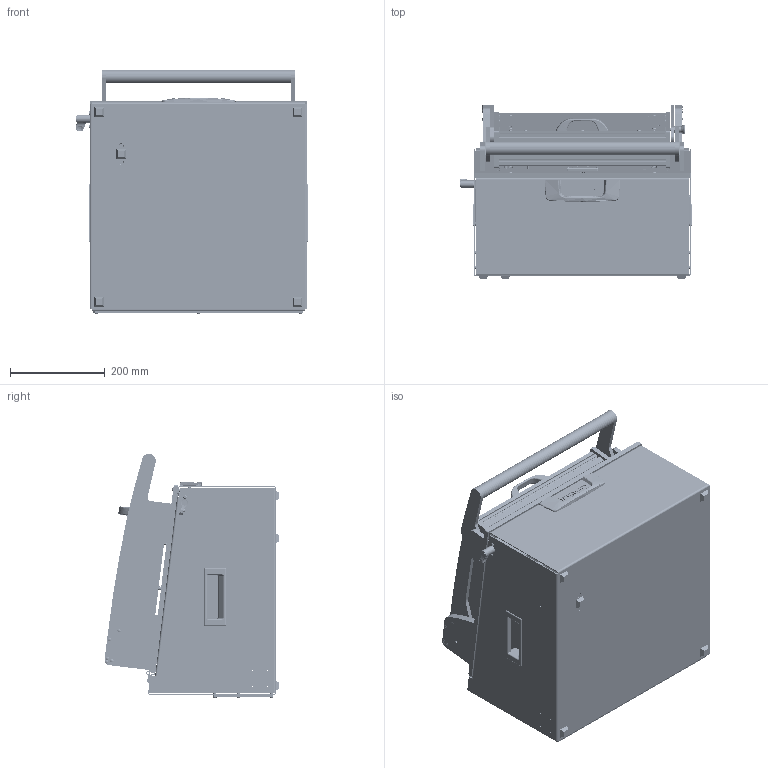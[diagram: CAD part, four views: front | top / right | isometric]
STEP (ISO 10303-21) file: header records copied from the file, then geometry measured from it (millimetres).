
FILE_DESCRIPTION (( 'STEP AP214' ), '1' );
FILE_NAME ('INGUN_101930.STEP', '2021-02-24T10:14:22', ( '' ), ( '' ), 'SwSTEP 2.0', 'SolidWorks 2018', '' );
FILE_SCHEMA (( 'AUTOMOTIVE_DESIGN' ));
Length unit declared in the file: millimetre
Products named in the file (117): 109950~0_KUNDE<S>; 31788~1; 30984~0_S; 2229~6; DIN6325~n_04,0m6x014; 20901~0_Abstand 296<Standard>; DIN6325~n_06,0m6x012; 32462~0_S; ISO7380~n_M05,0x020; 53032~0_S; 45905~2_mit Transportschrauben <S>; 46869~0_S; 2720~0; 55713~1_KUNDE<S>; 3917~3_M 3 A; 45714~1_ohne Transportschrauben <S>; DIN934~n_M05,0; 30758~0_S; 47523~0_S; 20902~0; 48522~5_KUNDE<S>; DIN7979~n_04,0m6x020M3; 35662~11_S; ISO7380~n_M04,0x012; 2393~0_S; DIN6325~n_03,0m6x024; 34328~1_S; 3699~0_zwei <Standard>; 45716~1_f〉 NSRL-Ausbau <S>; 46009~4; DIN912~n_M04,0x020; SKB-II~-s-k-i-i_M4,0x65 St; 48726~2_S; 53838~0_S; 109128~0_S; DIN6325~n_06,0m6x030; 38786~1; 35648~16; 41367~6_S; 57801~2_S ...
Assembly tree (247 placements, depth 6):
  INGUN_101930
    53888~1_KUNDE<S>
      33449~5_S
        33453~5
        30758~0_S  x2
          30758_01~0_S
          30758_02~0_S
        31199~3_S
        20902~0
        2720~0  x5
        53032~0_S
        20901~0_Abstand 296<Standard>
          20901~0_ohne Schiebeteil<Standard>
          20901_01~0
        32462~0_S
        32171~0_S
        29805~4_geschlossen<S>
          110322~4_S
          110705~1_S
          30984~0_S
          110231~1_S
          110443~0_S
          30112~0
          ISO7380~n_M05,0x030
          ISO7380~n_M04,0x008  x2
          DIN914~n_M04,0x05
        35334~0_S
        DIN7991~n_M05,0x016
        ISO7380~n_M04,0x010  x4
        DIN7991~n_M05,0x012  x2
        8804~0
        DIN985-A2~n_M05,0  x3
        DIN125~n_05,3 M05,0 Fase  x2
      48522~5_KUNDE<S>
        48517~4_S
          35648~16
          48512~0_S
          35662~11_S
          35663~9_S
          48509~2_S
          2281~0_180ø<Standard>  x2
            2281~0
          37188~1_S  x2
          53031~0_S
          48727~1_S
            48726~2_S
            DIN6325~n_04,0m6x012
            48565~1_S
            DIN912~n_M04,0x020  x2
            DIN125~n_06,4 M06,0 Fase
            DIN125~n_04,3 M04,0  x2
            49317~0
          48728~1_S
            48726~2_S
            DIN6325~n_04,0m6x012
            48565~1_S
            DIN125~n_06,4 M06,0 Fase
            DIN125~n_04,3 M04,0  x2
            DIN912~n_M04,0x020  x2
            49317~0
Bounding box: 491.5 x 369.75 x 516.87 mm (x, y, z)
Volume: 7993643.6 mm3; surface area: 3669561 mm2
Topology: 261 solids, 261 shells, 7373 faces, 18043 edges, 11557 vertices
Faces by surface type: plane 3161, cylinder 2825, cone 835, bspline 288, torus 158, sphere 106
Entity records: 181001 total; most frequent: CARTESIAN_POINT 43961, DIRECTION 25179, ORIENTED_EDGE 23356, EDGE_CURVE 11678, AXIS2_PLACEMENT_3D 9320, VERTEX_POINT 7561, LINE 6539, VECTOR 6539
